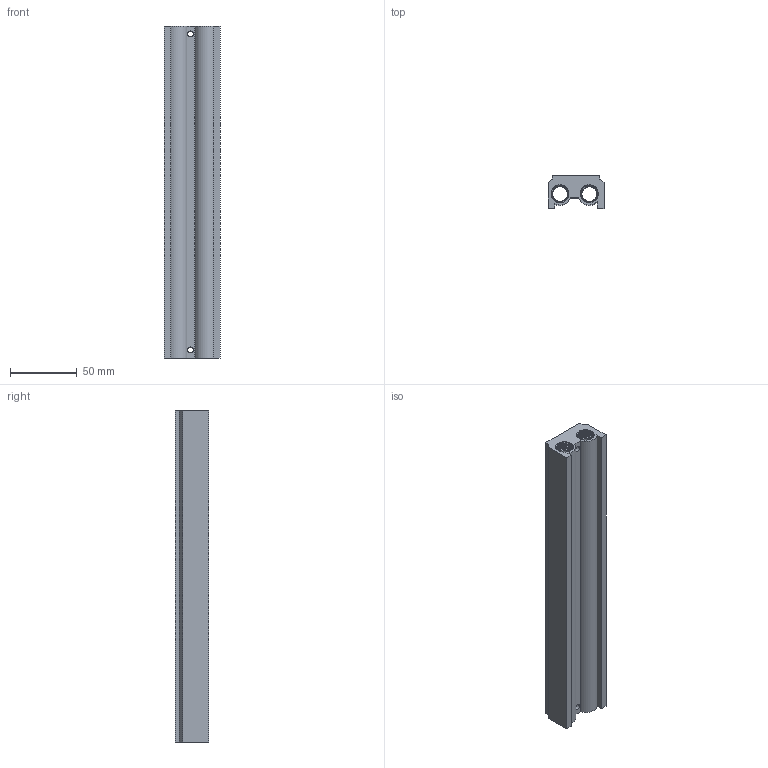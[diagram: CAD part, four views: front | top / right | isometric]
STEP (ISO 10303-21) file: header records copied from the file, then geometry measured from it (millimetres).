
FILE_DESCRIPTION (( 'STEP AP203' ), '1' );
FILE_NAME ('mf2300-m12.STEP', '2013-02-04T05:22:06', ( '' ), ( '' ), 'SwSTEP 2.0', 'SolidWorks 2008', '' );
FILE_SCHEMA (( 'CONFIG_CONTROL_DESIGN' ));
Length unit declared in the file: millimetre
Products named in the file (1): mf2300-m12
Bounding box: 42 x 25 x 249 mm (x, y, z)
Volume: 148965.7 mm3; surface area: 63982.4 mm2
Topology: 1 solids, 1 shells, 322 faces, 836 edges, 540 vertices
Faces by surface type: cylinder 206, plane 90, cone 14, bspline 12
Entity records: 15807 total; most frequent: CARTESIAN_POINT 8035, ORIENTED_EDGE 1672, DIRECTION 1564, EDGE_CURVE 836, AXIS2_PLACEMENT_3D 625, VERTEX_POINT 540, EDGE_LOOP 402, FACE_OUTER_BOUND 322
